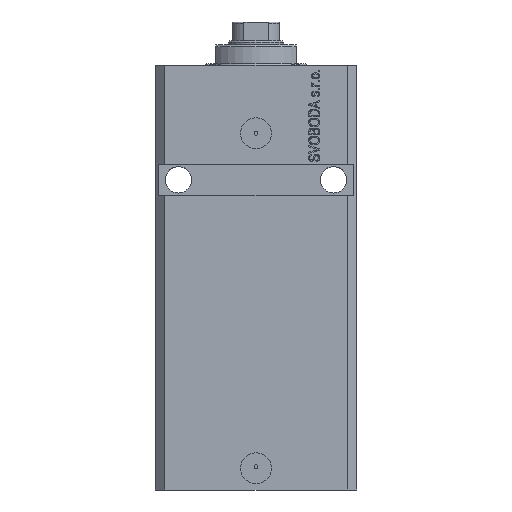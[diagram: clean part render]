
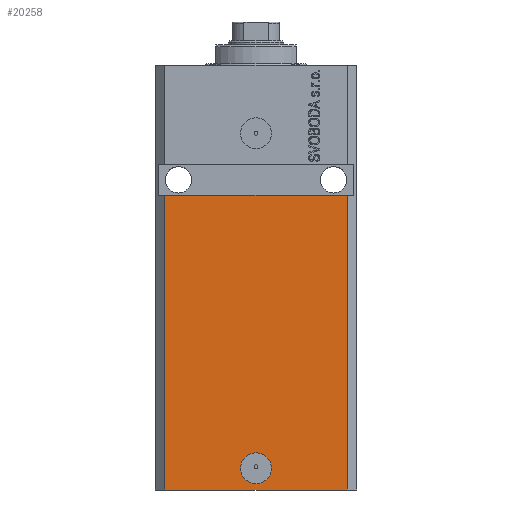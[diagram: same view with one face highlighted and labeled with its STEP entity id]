
A CAD part, front view. The second image highlights one B-rep face of the part: STEP entity #20258.
In plain terms, the highlighted planar face has unit normal (0, -1, 0).
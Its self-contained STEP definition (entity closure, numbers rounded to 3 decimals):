
#177 = ORIENTED_EDGE ( 'NONE', *, *, #42604, .T. ) ;
#779 = VECTOR ( 'NONE', #39616, 1000. ) ;
#801 = EDGE_CURVE ( 'NONE', #19738, #43603, #33026, .T. ) ;
#995 = CIRCLE ( 'NONE', #37262, 5. ) ;
#2043 = ORIENTED_EDGE ( 'NONE', *, *, #7582, .F. ) ;
#4958 = LINE ( 'NONE', #8595, #10472 ) ;
#5527 = CARTESIAN_POINT ( 'NONE',  ( -29.5, -22.5, -137. ) ) ;
#5791 = EDGE_CURVE ( 'NONE', #44013, #36523, #36470, .T. ) ;
#5851 = CARTESIAN_POINT ( 'NONE',  ( 29.5, -22.5, -137. ) ) ;
#6996 = FACE_BOUND ( 'NONE', #32149, .T. ) ;
#7582 = EDGE_CURVE ( 'NONE', #21997, #30076, #43161, .T. ) ;
#8168 = CARTESIAN_POINT ( 'NONE',  ( -29.5, -22.5, -42. ) ) ;
#8595 = CARTESIAN_POINT ( 'NONE',  ( 29.5, -22.5, -137. ) ) ;
#10419 = VECTOR ( 'NONE', #36120, 1000. ) ;
#10472 = VECTOR ( 'NONE', #29044, 1000. ) ;
#11242 = VECTOR ( 'NONE', #36935, 1000. ) ;
#14117 = CARTESIAN_POINT ( 'NONE',  ( 0., -22.5, -130. ) ) ;
#15712 = CARTESIAN_POINT ( 'NONE',  ( -29.5, -22.5, -137. ) ) ;
#16587 = DIRECTION ( 'NONE',  ( 0., -1., 0. ) ) ;
#16841 = EDGE_LOOP ( 'NONE', ( #2043, #39829, #31433, #177 ) ) ;
#18197 = DIRECTION ( 'NONE',  ( 1., 0., 0. ) ) ;
#19669 = CARTESIAN_POINT ( 'NONE',  ( -29.5, -22.5, -137. ) ) ;
#19738 = VERTEX_POINT ( 'NONE', #15712 ) ;
#20258 = ADVANCED_FACE ( 'NONE', ( #6996, #24048 ), #27229, .T. ) ;
#20870 = DIRECTION ( 'NONE',  ( 1., 0., 0. ) ) ;
#21472 = CARTESIAN_POINT ( 'NONE',  ( -5., -22.5, -130. ) ) ;
#21997 = VERTEX_POINT ( 'NONE', #8168 ) ;
#22897 = CARTESIAN_POINT ( 'NONE',  ( 29.5, -22.5, -42. ) ) ;
#24048 = FACE_OUTER_BOUND ( 'NONE', #16841, .T. ) ;
#27229 = PLANE ( 'NONE',  #38715 ) ;
#27379 = LINE ( 'NONE', #19669, #11242 ) ;
#27421 = EDGE_CURVE ( 'NONE', #19738, #21997, #27379, .T. ) ;
#27775 = AXIS2_PLACEMENT_3D ( 'NONE', #14117, #38880, #18197 ) ;
#29044 = DIRECTION ( 'NONE',  ( 0., 0., 1. ) ) ;
#30076 = VERTEX_POINT ( 'NONE', #22897 ) ;
#30683 = CARTESIAN_POINT ( 'NONE',  ( 0., -22.5, -130. ) ) ;
#31305 = DIRECTION ( 'NONE',  ( 0., -1., 0. ) ) ;
#31433 = ORIENTED_EDGE ( 'NONE', *, *, #801, .T. ) ;
#32149 = EDGE_LOOP ( 'NONE', ( #34616, #42247 ) ) ;
#33026 = LINE ( 'NONE', #5527, #779 ) ;
#34616 = ORIENTED_EDGE ( 'NONE', *, *, #41056, .F. ) ;
#35671 = CARTESIAN_POINT ( 'NONE',  ( -32.5, -22.5, -42. ) ) ;
#36120 = DIRECTION ( 'NONE',  ( 1., 0., 0. ) ) ;
#36470 = CIRCLE ( 'NONE', #27775, 5. ) ;
#36523 = VERTEX_POINT ( 'NONE', #38087 ) ;
#36935 = DIRECTION ( 'NONE',  ( 0., 0., 1. ) ) ;
#37262 = AXIS2_PLACEMENT_3D ( 'NONE', #30683, #16587, #40675 ) ;
#37892 = CARTESIAN_POINT ( 'NONE',  ( -29.5, -22.5, -137. ) ) ;
#38087 = CARTESIAN_POINT ( 'NONE',  ( 5., -22.5, -130. ) ) ;
#38715 = AXIS2_PLACEMENT_3D ( 'NONE', #37892, #31305, #20870 ) ;
#38880 = DIRECTION ( 'NONE',  ( 0., -1., 0. ) ) ;
#39616 = DIRECTION ( 'NONE',  ( 1., 0., 0. ) ) ;
#39829 = ORIENTED_EDGE ( 'NONE', *, *, #27421, .F. ) ;
#40675 = DIRECTION ( 'NONE',  ( 1., 0., 0. ) ) ;
#41056 = EDGE_CURVE ( 'NONE', #36523, #44013, #995, .T. ) ;
#42247 = ORIENTED_EDGE ( 'NONE', *, *, #5791, .F. ) ;
#42604 = EDGE_CURVE ( 'NONE', #43603, #30076, #4958, .T. ) ;
#43161 = LINE ( 'NONE', #35671, #10419 ) ;
#43603 = VERTEX_POINT ( 'NONE', #5851 ) ;
#44013 = VERTEX_POINT ( 'NONE', #21472 ) ;
